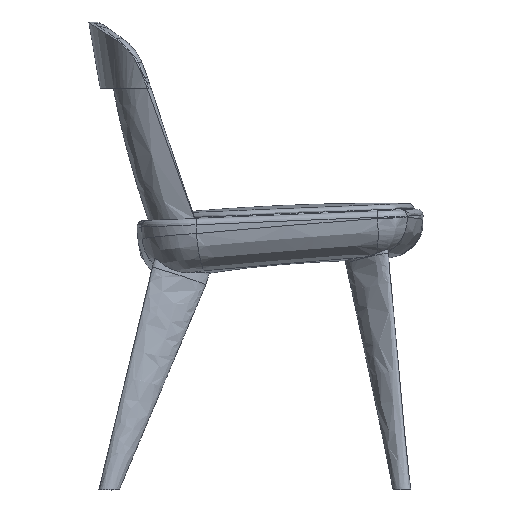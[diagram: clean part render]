
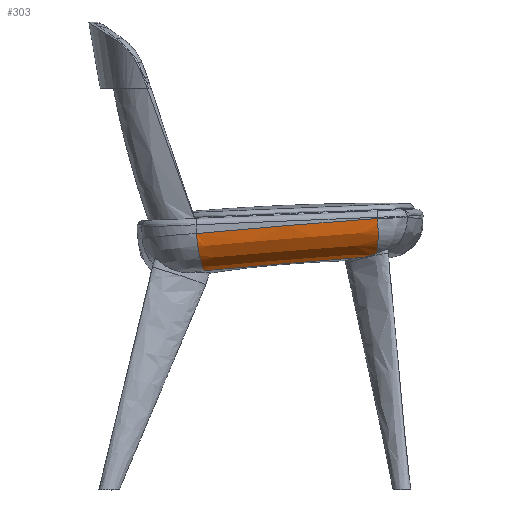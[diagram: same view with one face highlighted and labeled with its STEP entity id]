
A CAD part, left-side view. The second image highlights one B-rep face of the part: STEP entity #303.
In plain terms, the highlighted free-form (B-spline) face has degree [2, 3] with [3, 10] control points.
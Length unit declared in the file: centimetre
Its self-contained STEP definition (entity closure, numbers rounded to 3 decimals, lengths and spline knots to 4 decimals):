
#40=B_SPLINE_CURVE_WITH_KNOTS('',3,(#18333,#18334,#18335,#18336,#18337,
#18338,#18339,#18340,#18341,#18342,#18343,#18344,#18345,#18346,#18347,#18348,
#18349,#18350,#18351,#18352,#18353,#18354,#18355,#18356,#18357,#18358,#18359,
#18360),.UNSPECIFIED.,.F.,.F.,(4,2,2,2,2,2,2,2,2,2,2,2,2,4),(0.,1.3916,
3.0872,4.9023,5.8676,6.8329,7.8462,
8.8595,9.9032,10.947,11.4725,11.9981,
12.5236,12.9886),.UNSPECIFIED.);
#43=B_SPLINE_CURVE_WITH_KNOTS('',3,(#18399,#18400,#18401,#18402,#18403,
#18404,#18405,#18406,#18407,#18408),.UNSPECIFIED.,.F.,.F.,(4,2,2,2,4),(34.2503,
96.2369,194.1943,292.3069,315.6546),
 .UNSPECIFIED.);
#44=B_SPLINE_CURVE_WITH_KNOTS('',3,(#18409,#18410,#18411,#18412,#18413,
#18414,#18415,#18416,#18417,#18418),.UNSPECIFIED.,.F.,.F.,(4,2,2,2,4),(62.9541,
96.2369,194.1943,292.3069,315.6546),
 .UNSPECIFIED.);
#50=B_SPLINE_CURVE_WITH_KNOTS('',3,(#18668,#18669,#18670,#18671,#18672,
#18673,#18674,#18675,#18676,#18677,#18678,#18679,#18680,#18681,#18682,#18683,
#18684,#18685,#18686),.UNSPECIFIED.,.F.,.F.,(4,3,3,3,3,3,4),(0.,5.4802,
11.7985,18.1191,24.4501,30.7948,30.9129),
 .UNSPECIFIED.);
#303=ADVANCED_FACE('',(#402),#1569,.T.);
#402=FACE_OUTER_BOUND('',#502,.T.);
#502=EDGE_LOOP('',(#664,#665,#666,#667,#668));
#664=ORIENTED_EDGE('',*,*,#1122,.T.);
#665=ORIENTED_EDGE('',*,*,#1112,.F.);
#666=ORIENTED_EDGE('',*,*,#1115,.T.);
#667=ORIENTED_EDGE('',*,*,#1193,.T.);
#668=ORIENTED_EDGE('',*,*,#1116,.F.);
#1112=EDGE_CURVE('',#1454,#1455,#40,.T.);
#1115=EDGE_CURVE('',#1454,#1460,#43,.T.);
#1116=EDGE_CURVE('',#1438,#1439,#44,.T.);
#1122=EDGE_CURVE('',#1438,#1455,#50,.T.);
#1193=EDGE_CURVE('',#1460,#1439,#1365,.T.);
#1365=(
BOUNDED_CURVE()
B_SPLINE_CURVE(2,(#19688,#19689,#19690),.UNSPECIFIED.,.F.,.F.)
B_SPLINE_CURVE_WITH_KNOTS((3,3),(0.,96.3297),.UNSPECIFIED.)
CURVE()
GEOMETRIC_REPRESENTATION_ITEM()
RATIONAL_B_SPLINE_CURVE((1.,0.741,1.))
REPRESENTATION_ITEM('')
);
#1438=VERTEX_POINT('',#17564);
#1439=VERTEX_POINT('',#17565);
#1454=VERTEX_POINT('',#17580);
#1455=VERTEX_POINT('',#17581);
#1460=VERTEX_POINT('',#17586);
#1569=(
BOUNDED_SURFACE()
B_SPLINE_SURFACE(2,3,((#7077,#7078,#7079,#7080,#7081,#7082,#7083,#7084,
#7085,#7086),(#7087,#7088,#7089,#7090,#7091,#7092,#7093,#7094,#7095,#7096),
(#7097,#7098,#7099,#7100,#7101,#7102,#7103,#7104,#7105,#7106)),
 .UNSPECIFIED.,.F.,.F.,.F.)
B_SPLINE_SURFACE_WITH_KNOTS((3,3),(4,3,1,1,1,4),(0.,93.743),(-25.7497,
-1.2748,96.2369,194.1943,292.3069,375.6546),
 .UNSPECIFIED.)
GEOMETRIC_REPRESENTATION_ITEM()
RATIONAL_B_SPLINE_SURFACE(((1.,1.,1.,1.,1.,1.,1.,1.,1.,1.),(0.725,
0.725,0.726,0.726,0.728,0.732,
0.737,0.741,0.742,0.742),
(1.,1.,1.,1.,1.,1.,1.,1.,1.,1.)))
REPRESENTATION_ITEM('')
SURFACE()
);
#7077=CARTESIAN_POINT('',(6.4264,-2.1387,37.7475));
#7078=CARTESIAN_POINT('',(6.3748,-1.3258,37.6855));
#7079=CARTESIAN_POINT('',(6.3284,-0.5126,37.6234));
#7080=CARTESIAN_POINT('',(6.2874,0.3006,37.5613));
#7081=CARTESIAN_POINT('',(6.1237,3.5409,37.3136));
#7082=CARTESIAN_POINT('',(5.9636,10.0405,36.8137));
#7083=CARTESIAN_POINT('',(6.239,19.7873,36.0249));
#7084=CARTESIAN_POINT('',(7.002,29.0224,35.214));
#7085=CARTESIAN_POINT('',(7.8028,34.9795,34.6414));
#7086=CARTESIAN_POINT('',(8.2355,37.7045,34.3682));
#7087=CARTESIAN_POINT('',(0.7388,-2.4081,38.049));
#7088=CARTESIAN_POINT('',(0.6948,-1.5703,37.9939));
#7089=CARTESIAN_POINT('',(0.6563,-0.7318,37.9388));
#7090=CARTESIAN_POINT('',(0.6231,0.1073,37.8834));
#7091=CARTESIAN_POINT('',(0.4914,3.4388,37.6637));
#7092=CARTESIAN_POINT('',(0.3981,10.1204,37.2176));
#7093=CARTESIAN_POINT('',(0.7741,20.1609,36.4923));
#7094=CARTESIAN_POINT('',(1.6225,29.6736,35.7186));
#7095=CARTESIAN_POINT('',(2.4664,35.8111,35.1519));
#7096=CARTESIAN_POINT('',(2.9147,38.6153,34.8772));
#7097=CARTESIAN_POINT('',(0.7285,-1.9715,43.7342));
#7098=CARTESIAN_POINT('',(0.6854,-1.1335,43.6707));
#7099=CARTESIAN_POINT('',(0.6477,-0.2952,43.6071));
#7100=CARTESIAN_POINT('',(0.6154,0.5433,43.5434));
#7101=CARTESIAN_POINT('',(0.4867,3.8841,43.2895));
#7102=CARTESIAN_POINT('',(0.4008,10.5871,42.7763));
#7103=CARTESIAN_POINT('',(0.7901,20.6448,41.966));
#7104=CARTESIAN_POINT('',(1.6541,30.1802,41.135));
#7105=CARTESIAN_POINT('',(2.5099,36.3341,40.5508));
#7106=CARTESIAN_POINT('',(2.9647,39.1497,40.2727));
#17564=CARTESIAN_POINT('',(6.0735,6.705,37.0683));
#17565=CARTESIAN_POINT('',(7.4017,31.8031,34.9425));
#17580=CARTESIAN_POINT('',(0.5089,4.1956,43.2648));
#17581=CARTESIAN_POINT('',(4.1927,4.3497,37.7013));
#17586=CARTESIAN_POINT('',(2.0786,33.053,40.8582));
#18333=CARTESIAN_POINT('',(0.5089,4.1956,43.2648));
#18334=CARTESIAN_POINT('',(0.509,4.1764,42.9875));
#18335=CARTESIAN_POINT('',(0.5286,4.1601,42.7106));
#18336=CARTESIAN_POINT('',(0.6129,4.1307,42.1065));
#18337=CARTESIAN_POINT('',(0.6867,4.1191,41.7814));
#18338=CARTESIAN_POINT('',(0.8895,4.1042,41.1342));
#18339=CARTESIAN_POINT('',(1.022,4.1016,40.8139));
#18340=CARTESIAN_POINT('',(1.2594,4.1047,40.3516));
#18341=CARTESIAN_POINT('',(1.3483,4.107,40.1964));
#18342=CARTESIAN_POINT('',(1.5371,4.1141,39.8971));
#18343=CARTESIAN_POINT('',(1.6372,4.1188,39.753));
#18344=CARTESIAN_POINT('',(1.8521,4.1308,39.4699));
#18345=CARTESIAN_POINT('',(1.9674,4.1382,39.3315));
#18346=CARTESIAN_POINT('',(2.2076,4.1552,39.0674));
#18347=CARTESIAN_POINT('',(2.3324,4.1648,38.9419));
#18348=CARTESIAN_POINT('',(2.5942,4.1863,38.7003));
#18349=CARTESIAN_POINT('',(2.7314,4.1983,38.5847));
#18350=CARTESIAN_POINT('',(3.0121,4.2242,38.3681));
#18351=CARTESIAN_POINT('',(3.1557,4.2382,38.2671));
#18352=CARTESIAN_POINT('',(3.3753,4.2606,38.1262));
#18353=CARTESIAN_POINT('',(3.4495,4.2683,38.0808));
#18354=CARTESIAN_POINT('',(3.5993,4.2841,37.9936));
#18355=CARTESIAN_POINT('',(3.675,4.2922,37.9516));
#18356=CARTESIAN_POINT('',(3.8282,4.3089,37.871));
#18357=CARTESIAN_POINT('',(3.9057,4.3174,37.8322));
#18358=CARTESIAN_POINT('',(4.0531,4.3338,37.7625));
#18359=CARTESIAN_POINT('',(4.1228,4.3417,37.7312));
#18360=CARTESIAN_POINT('',(4.1927,4.3497,37.7013));
#18399=CARTESIAN_POINT('',(0.5089,4.1956,43.2648));
#18400=CARTESIAN_POINT('',(0.4669,6.3203,43.1021));
#18401=CARTESIAN_POINT('',(0.4595,8.4456,42.9378));
#18402=CARTESIAN_POINT('',(0.5301,13.9277,42.5072));
#18403=CARTESIAN_POINT('',(0.66,17.2836,42.2368));
#18404=CARTESIAN_POINT('',(1.093,23.9877,41.6747));
#18405=CARTESIAN_POINT('',(1.3963,27.3359,41.3829));
#18406=CARTESIAN_POINT('',(1.8786,31.4669,41.0055));
#18407=CARTESIAN_POINT('',(1.9762,32.2603,40.9322));
#18408=CARTESIAN_POINT('',(2.0786,33.053,40.8582));
#18409=CARTESIAN_POINT('',(6.0735,6.705,37.0683));
#18410=CARTESIAN_POINT('',(6.0556,7.8112,36.9823));
#18411=CARTESIAN_POINT('',(6.0475,8.9173,36.8958));
#18412=CARTESIAN_POINT('',(6.0551,13.2779,36.5517));
#18413=CARTESIAN_POINT('',(6.1469,16.53,36.2885));
#18414=CARTESIAN_POINT('',(6.5065,23.0249,35.7406));
#18415=CARTESIAN_POINT('',(6.7744,26.2676,35.4559));
#18416=CARTESIAN_POINT('',(7.2166,30.2674,35.0867));
#18417=CARTESIAN_POINT('',(7.3066,31.0356,35.015));
#18418=CARTESIAN_POINT('',(7.4017,31.8031,34.9425));
#18668=CARTESIAN_POINT('',(6.0735,6.705,37.0683));
#18669=CARTESIAN_POINT('',(5.9461,6.5754,37.087));
#18670=CARTESIAN_POINT('',(5.821,6.4443,37.1099));
#18671=CARTESIAN_POINT('',(5.6984,6.3114,37.1365));
#18672=CARTESIAN_POINT('',(5.5571,6.1583,37.1671));
#18673=CARTESIAN_POINT('',(5.4192,6.0032,37.2027));
#18674=CARTESIAN_POINT('',(5.2851,5.8458,37.2426));
#18675=CARTESIAN_POINT('',(5.1508,5.6883,37.2826));
#18676=CARTESIAN_POINT('',(5.0205,5.5289,37.3268));
#18677=CARTESIAN_POINT('',(4.8945,5.3669,37.3747));
#18678=CARTESIAN_POINT('',(4.7683,5.2047,37.4227));
#18679=CARTESIAN_POINT('',(4.6467,5.0403,37.4742));
#18680=CARTESIAN_POINT('',(4.5302,4.8728,37.5285));
#18681=CARTESIAN_POINT('',(4.4136,4.7049,37.5829));
#18682=CARTESIAN_POINT('',(4.3025,4.5343,37.6399));
#18683=CARTESIAN_POINT('',(4.1985,4.3595,37.698));
#18684=CARTESIAN_POINT('',(4.1966,4.3562,37.6991));
#18685=CARTESIAN_POINT('',(4.1947,4.353,37.7002));
#18686=CARTESIAN_POINT('',(4.1927,4.3497,37.7013));
#19688=CARTESIAN_POINT('',(2.0786,33.053,40.8582));
#19689=CARTESIAN_POINT('',(2.0419,32.5438,35.4479));
#19690=CARTESIAN_POINT('',(7.4017,31.8031,34.9425));
